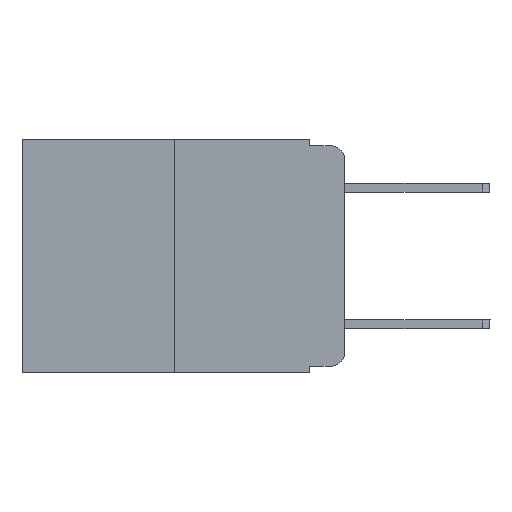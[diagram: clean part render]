
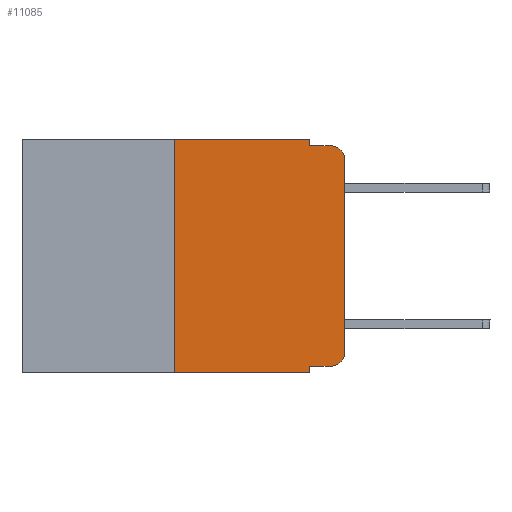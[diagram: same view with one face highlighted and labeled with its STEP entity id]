
A CAD part, left-side view. The second image highlights one B-rep face of the part: STEP entity #11085.
In plain terms, the highlighted planar face has unit normal (-1, 0, 0).
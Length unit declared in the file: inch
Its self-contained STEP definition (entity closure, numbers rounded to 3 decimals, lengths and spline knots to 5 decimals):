
#25 = LINE ( 'NONE', #6498, #4045 ) ;
#82 = EDGE_CURVE ( 'NONE', #10576, #14332, #896, .T. ) ;
#343 = CARTESIAN_POINT ( 'NONE',  ( 0., 0.473, -0.343 ) ) ;
#374 = VECTOR ( 'NONE', #14739, 39.37008 ) ;
#421 = DIRECTION ( 'NONE',  ( 0., 0., 1. ) ) ;
#896 = LINE ( 'NONE', #8021, #6729 ) ;
#946 = CARTESIAN_POINT ( 'NONE',  ( 0., 0., -0.313 ) ) ;
#967 = CARTESIAN_POINT ( 'NONE',  ( 0., 0.051, -0.01 ) ) ;
#1031 = FACE_OUTER_BOUND ( 'NONE', #7394, .T. ) ;
#1242 = CARTESIAN_POINT ( 'NONE',  ( 0., 0.051, 0. ) ) ;
#1638 = DIRECTION ( 'NONE',  ( 0., 0., -1. ) ) ;
#1712 = VECTOR ( 'NONE', #8389, 39.37008 ) ;
#1868 = DIRECTION ( 'NONE',  ( -1., 0., 0. ) ) ;
#2105 = VECTOR ( 'NONE', #5355, 39.37008 ) ;
#2673 = ORIENTED_EDGE ( 'NONE', *, *, #4179, .F. ) ;
#2863 = CARTESIAN_POINT ( 'NONE',  ( 0., 0.25, 0. ) ) ;
#2947 = CARTESIAN_POINT ( 'NONE',  ( 0., 0.473, 0. ) ) ;
#3110 = VERTEX_POINT ( 'NONE', #8183 ) ;
#3305 = EDGE_CURVE ( 'NONE', #14616, #8134, #7904, .T. ) ;
#3357 = ORIENTED_EDGE ( 'NONE', *, *, #5164, .F. ) ;
#3415 = EDGE_CURVE ( 'NONE', #13734, #12734, #11372, .T. ) ;
#3488 = CARTESIAN_POINT ( 'NONE',  ( 0., 0., -0.03 ) ) ;
#4045 = VECTOR ( 'NONE', #5231, 39.37008 ) ;
#4071 = DIRECTION ( 'NONE',  ( 0., 0., -1. ) ) ;
#4080 = LINE ( 'NONE', #11384, #13882 ) ;
#4179 = EDGE_CURVE ( 'NONE', #14616, #10576, #7705, .T. ) ;
#4291 = DIRECTION ( 'NONE',  ( 0., 0., -1. ) ) ;
#4334 = CARTESIAN_POINT ( 'NONE',  ( 0., 0.02, -0.313 ) ) ;
#4660 = DIRECTION ( 'NONE',  ( 0., -1., 0. ) ) ;
#4727 = VERTEX_POINT ( 'NONE', #6383 ) ;
#5101 = DIRECTION ( 'NONE',  ( 1., 0., 0. ) ) ;
#5164 = EDGE_CURVE ( 'NONE', #9099, #8134, #25, .T. ) ;
#5203 = ORIENTED_EDGE ( 'NONE', *, *, #5678, .F. ) ;
#5231 = DIRECTION ( 'NONE',  ( 0., 0., -1. ) ) ;
#5355 = DIRECTION ( 'NONE',  ( 0., 0., -1. ) ) ;
#5512 = ORIENTED_EDGE ( 'NONE', *, *, #8203, .T. ) ;
#5678 = EDGE_CURVE ( 'NONE', #3110, #12734, #9330, .T. ) ;
#5721 = EDGE_CURVE ( 'NONE', #4727, #11451, #9881, .T. ) ;
#6118 = LINE ( 'NONE', #6632, #2105 ) ;
#6295 = AXIS2_PLACEMENT_3D ( 'NONE', #4334, #12432, #4291 ) ;
#6383 = CARTESIAN_POINT ( 'NONE',  ( 0., 0.02, -0.333 ) ) ;
#6498 = CARTESIAN_POINT ( 'NONE',  ( 0., 0.051, 0. ) ) ;
#6561 = ORIENTED_EDGE ( 'NONE', *, *, #82, .F. ) ;
#6632 = CARTESIAN_POINT ( 'NONE',  ( 0., 0.051, 0. ) ) ;
#6729 = VECTOR ( 'NONE', #4660, 39.37008 ) ;
#7011 = ORIENTED_EDGE ( 'NONE', *, *, #5721, .T. ) ;
#7394 = EDGE_LOOP ( 'NONE', ( #10726, #10767, #5203, #13342, #6561, #2673, #12336, #3357, #5512, #7011 ) ) ;
#7705 = LINE ( 'NONE', #2863, #8422 ) ;
#7904 = LINE ( 'NONE', #343, #1712 ) ;
#7958 = DIRECTION ( 'NONE',  ( 0., 0., 1. ) ) ;
#8021 = CARTESIAN_POINT ( 'NONE',  ( 0., 0.473, 0. ) ) ;
#8134 = VERTEX_POINT ( 'NONE', #9387 ) ;
#8165 = CARTESIAN_POINT ( 'NONE',  ( 0., 0.25, 0. ) ) ;
#8183 = CARTESIAN_POINT ( 'NONE',  ( 0., 0.051, -0.01 ) ) ;
#8203 = EDGE_CURVE ( 'NONE', #9099, #4727, #9974, .T. ) ;
#8389 = DIRECTION ( 'NONE',  ( 0., -1., 0. ) ) ;
#8422 = VECTOR ( 'NONE', #421, 39.37008 ) ;
#8630 = CARTESIAN_POINT ( 'NONE',  ( 0., 0.051, -0.333 ) ) ;
#8709 = CARTESIAN_POINT ( 'NONE',  ( 0., 0.02, -0.03 ) ) ;
#9099 = VERTEX_POINT ( 'NONE', #8630 ) ;
#9242 = VECTOR ( 'NONE', #10550, 39.37008 ) ;
#9330 = LINE ( 'NONE', #967, #374 ) ;
#9387 = CARTESIAN_POINT ( 'NONE',  ( 0., 0.051, -0.343 ) ) ;
#9881 = CIRCLE ( 'NONE', #6295, 0.02 ) ;
#9974 = LINE ( 'NONE', #11553, #9242 ) ;
#10550 = DIRECTION ( 'NONE',  ( 0., -1., 0. ) ) ;
#10576 = VERTEX_POINT ( 'NONE', #8165 ) ;
#10726 = ORIENTED_EDGE ( 'NONE', *, *, #14131, .T. ) ;
#10767 = ORIENTED_EDGE ( 'NONE', *, *, #3415, .T. ) ;
#11085 = ADVANCED_FACE ( 'NONE', ( #1031 ), #12073, .F. ) ;
#11162 = CARTESIAN_POINT ( 'NONE',  ( 0., 0.02, -0.01 ) ) ;
#11372 = CIRCLE ( 'NONE', #13971, 0.02 ) ;
#11384 = CARTESIAN_POINT ( 'NONE',  ( 0., 0., 0. ) ) ;
#11451 = VERTEX_POINT ( 'NONE', #946 ) ;
#11553 = CARTESIAN_POINT ( 'NONE',  ( 0., 0.051, -0.333 ) ) ;
#12073 = PLANE ( 'NONE',  #13752 ) ;
#12336 = ORIENTED_EDGE ( 'NONE', *, *, #3305, .T. ) ;
#12432 = DIRECTION ( 'NONE',  ( -1., 0., 0. ) ) ;
#12717 = EDGE_CURVE ( 'NONE', #14332, #3110, #6118, .T. ) ;
#12734 = VERTEX_POINT ( 'NONE', #11162 ) ;
#13342 = ORIENTED_EDGE ( 'NONE', *, *, #12717, .F. ) ;
#13734 = VERTEX_POINT ( 'NONE', #3488 ) ;
#13752 = AXIS2_PLACEMENT_3D ( 'NONE', #2947, #5101, #1638 ) ;
#13882 = VECTOR ( 'NONE', #7958, 39.37008 ) ;
#13971 = AXIS2_PLACEMENT_3D ( 'NONE', #8709, #1868, #4071 ) ;
#14048 = CARTESIAN_POINT ( 'NONE',  ( 0., 0.25, -0.343 ) ) ;
#14131 = EDGE_CURVE ( 'NONE', #11451, #13734, #4080, .T. ) ;
#14332 = VERTEX_POINT ( 'NONE', #1242 ) ;
#14616 = VERTEX_POINT ( 'NONE', #14048 ) ;
#14739 = DIRECTION ( 'NONE',  ( 0., -1., 0. ) ) ;
